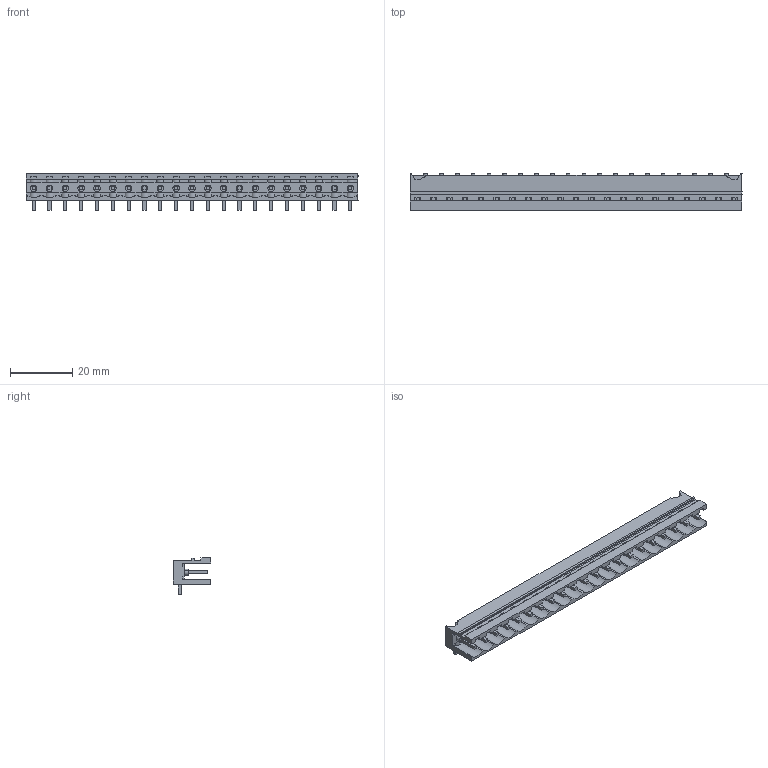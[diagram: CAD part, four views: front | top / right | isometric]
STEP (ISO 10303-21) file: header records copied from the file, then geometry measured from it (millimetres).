
FILE_DESCRIPTION(('CATIA V5 STEP Exchange','CAx-IF Rec.Pracs.--- Model Styling and Organization---1.4--- 2014-01-23'),'2;1');
FILE_NAME ('D1456026_0', '2019-01-09T09:42:42+00:00', ('none'), ('Weidmueller'), 'CATIA Version 5-6 Release 2016 SP3 HF44', 'CATIA V5 STEP AP214', 'none');
FILE_SCHEMA(('AUTOMOTIVE_DESIGN { 1 0 10303 214 1 1 1 1 }'));
Length unit declared in the file: millimetre
Products named in the file (1): 1780140000
Bounding box: 106.48 x 12 x 11.63 mm (x, y, z)
Volume: 3805.5 mm3; surface area: 8900.2 mm2
Topology: 22 solids, 22 shells, 1169 faces, 3594 edges, 2448 vertices
Faces by surface type: plane 942, cylinder 225, extrusion 2
Entity records: 38959 total; most frequent: CARTESIAN_POINT 7954, ORIENTED_EDGE 7188, DIRECTION 4719, EDGE_CURVE 3594, VECTOR 2755, LINE 2753, VERTEX_POINT 2448, AXIS2_PLACEMENT_3D 1288
